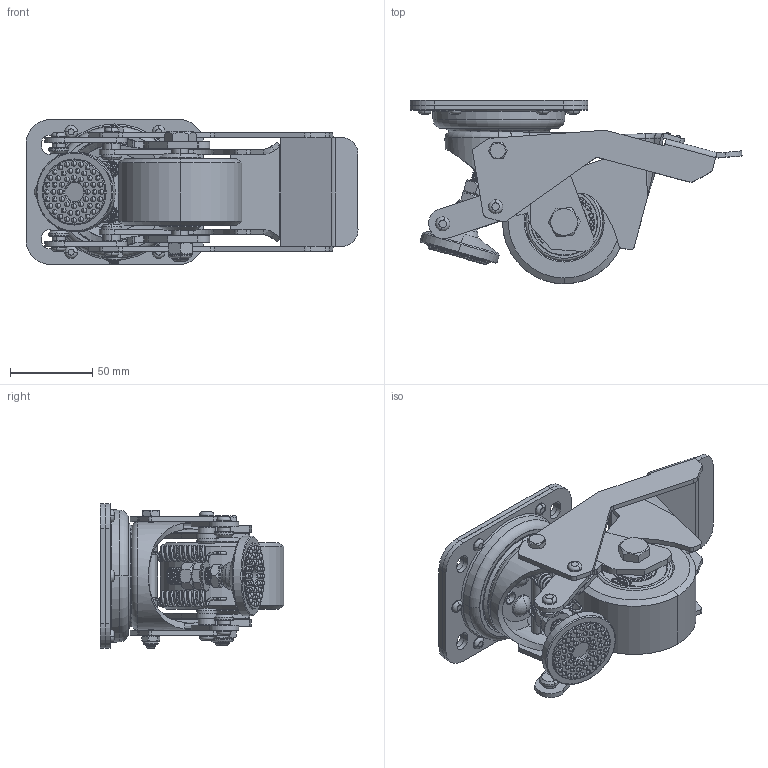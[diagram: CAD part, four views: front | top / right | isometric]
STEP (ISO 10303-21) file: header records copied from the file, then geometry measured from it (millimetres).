
FILE_DESCRIPTION (( 'STEP AP214' ), '1' );
FILE_NAME ('0047045.step', '2023-01-12T13:38:51', ( '' ), ( '' ), 'SwSTEP 2.0', 'SolidWorks 2020', '' );
FILE_SCHEMA (( 'AUTOMOTIVE_DESIGN' ));
Length unit declared in the file: millimetre
Products named in the file (1): 0047045
Bounding box: 201.74 x 111.61 x 88 mm (x, y, z)
Surface area: 133394.5 mm2 (no closed solid volume)
Topology: 0 solids, 56 shells, 1036 faces, 3530 edges, 2459 vertices
Faces by surface type: cylinder 366, plane 264, sphere 120, bspline 113, cone 112, torus 61
Entity records: 85989 total; most frequent: CARTESIAN_POINT 47677, ORIENTED_EDGE 5479, DIRECTION 5048, EDGE_CURVE 3300, VERTEX_POINT 2342, AXIS2_PLACEMENT_3D 1917, VECTOR 1214, LINE 1214
